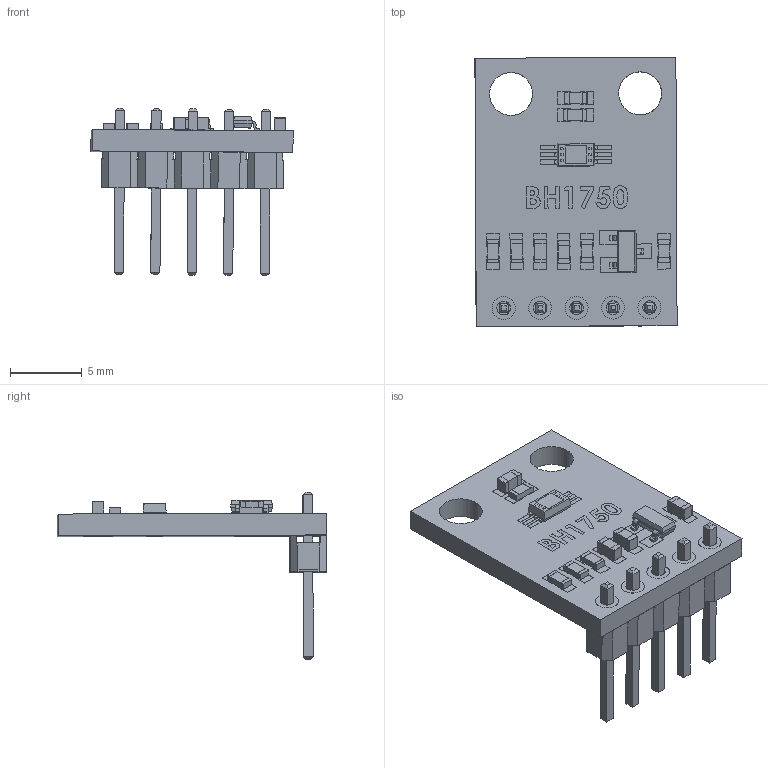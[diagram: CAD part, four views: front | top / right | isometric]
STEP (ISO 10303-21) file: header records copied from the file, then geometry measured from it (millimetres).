
FILE_DESCRIPTION (( 'STEP AP214' ), '1' );
FILE_NAME ('BH1750_with_connector.STEP', '2023-07-28T08:20:38', ( '' ), ( '' ), 'SwSTEP 2.0', 'SolidWorks 2022', '' );
FILE_SCHEMA (( 'AUTOMOTIVE_DESIGN' ));
Length unit declared in the file: millimetre
Products named in the file (7): r_0603; cap_0603; BH1750; PLS-5; BH1750_with_connector; SOT-23-3; BH1750_board
Assembly tree (12 placements, depth 2):
  BH1750_with_connector
    r_0603  x4
    cap_0603  x4
    BH1750_board
    BH1750
    PLS-5
    SOT-23-3
Bounding box: 14.09 x 18.77 x 11.67 mm (x, y, z)
Volume: 462.7 mm3; surface area: 1002.9 mm2
Topology: 20 solids, 20 shells, 1137 faces, 2860 edges, 1836 vertices
Faces by surface type: plane 833, bspline 184, cylinder 120
Entity records: 42262 total; most frequent: CARTESIAN_POINT 14952, ORIENTED_EDGE 4720, DIRECTION 3776, EDGE_CURVE 2360, LINE 1912, VECTOR 1912, VERTEX_POINT 1548, EDGE_LOOP 1052
